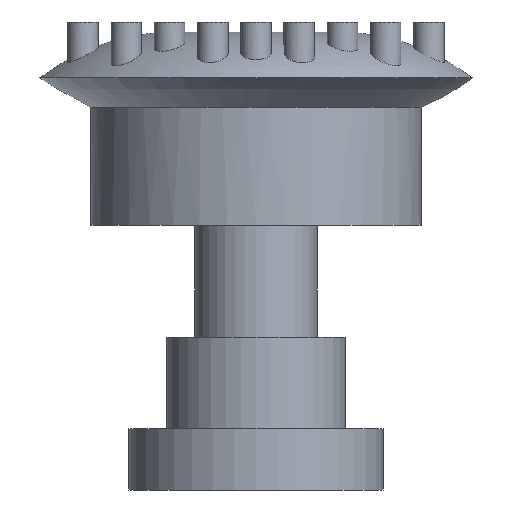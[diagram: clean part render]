
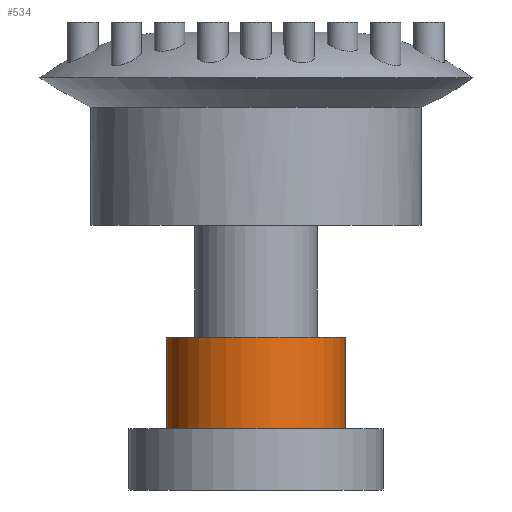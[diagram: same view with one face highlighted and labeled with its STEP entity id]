
A CAD part, front view. The second image highlights one B-rep face of the part: STEP entity #534.
In plain terms, the highlighted cylindrical face has radius 1.75 mm (diameter 3.5 mm), a full revolution.
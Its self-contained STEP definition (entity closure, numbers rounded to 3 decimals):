
#487 = PLANE('',#488);
#488 = AXIS2_PLACEMENT_3D('',#489,#490,#491);
#489 = CARTESIAN_POINT('',(0.,0.,3.));
#490 = DIRECTION('',(0.,0.,1.));
#491 = DIRECTION('',(1.,0.,0.));
#503 = EDGE_CURVE('',#504,#504,#506,.T.);
#504 = VERTEX_POINT('',#505);
#505 = CARTESIAN_POINT('',(1.75,0.,3.));
#506 = SURFACE_CURVE('',#507,(#512,#519),.PCURVE_S1.);
#507 = CIRCLE('',#508,1.75);
#508 = AXIS2_PLACEMENT_3D('',#509,#510,#511);
#509 = CARTESIAN_POINT('',(0.,0.,3.));
#510 = DIRECTION('',(0.,0.,1.));
#511 = DIRECTION('',(1.,0.,0.));
#512 = PCURVE('',#487,#513);
#513 = DEFINITIONAL_REPRESENTATION('',(#514),#518);
#514 = CIRCLE('',#515,1.75);
#515 = AXIS2_PLACEMENT_2D('',#516,#517);
#516 = CARTESIAN_POINT('',(0.,0.));
#517 = DIRECTION('',(1.,0.));
#518 = ( GEOMETRIC_REPRESENTATION_CONTEXT(2) 
PARAMETRIC_REPRESENTATION_CONTEXT() REPRESENTATION_CONTEXT('2D SPACE',''
  ) );
#519 = PCURVE('',#520,#525);
#520 = CYLINDRICAL_SURFACE('',#521,1.75);
#521 = AXIS2_PLACEMENT_3D('',#522,#523,#524);
#522 = CARTESIAN_POINT('',(0.,0.,1.2));
#523 = DIRECTION('',(0.,0.,1.));
#524 = DIRECTION('',(1.,0.,0.));
#525 = DEFINITIONAL_REPRESENTATION('',(#526),#530);
#526 = LINE('',#527,#528);
#527 = CARTESIAN_POINT('',(0.,1.8));
#528 = VECTOR('',#529,1.);
#529 = DIRECTION('',(1.,0.));
#530 = ( GEOMETRIC_REPRESENTATION_CONTEXT(2) 
PARAMETRIC_REPRESENTATION_CONTEXT() REPRESENTATION_CONTEXT('2D SPACE',''
  ) );
#534 = ADVANCED_FACE('',(#535),#520,.T.);
#535 = FACE_BOUND('',#536,.T.);
#536 = EDGE_LOOP('',(#537,#538,#561,#588));
#537 = ORIENTED_EDGE('',*,*,#503,.F.);
#538 = ORIENTED_EDGE('',*,*,#539,.F.);
#539 = EDGE_CURVE('',#540,#504,#542,.T.);
#540 = VERTEX_POINT('',#541);
#541 = CARTESIAN_POINT('',(1.75,0.,1.2));
#542 = SEAM_CURVE('',#543,(#547,#554),.PCURVE_S1.);
#543 = LINE('',#544,#545);
#544 = CARTESIAN_POINT('',(1.75,0.,1.2));
#545 = VECTOR('',#546,1.);
#546 = DIRECTION('',(0.,0.,1.));
#547 = PCURVE('',#520,#548);
#548 = DEFINITIONAL_REPRESENTATION('',(#549),#553);
#549 = LINE('',#550,#551);
#550 = CARTESIAN_POINT('',(6.283,-0.));
#551 = VECTOR('',#552,1.);
#552 = DIRECTION('',(0.,1.));
#553 = ( GEOMETRIC_REPRESENTATION_CONTEXT(2) 
PARAMETRIC_REPRESENTATION_CONTEXT() REPRESENTATION_CONTEXT('2D SPACE',''
  ) );
#554 = PCURVE('',#520,#555);
#555 = DEFINITIONAL_REPRESENTATION('',(#556),#560);
#556 = LINE('',#557,#558);
#557 = CARTESIAN_POINT('',(0.,-0.));
#558 = VECTOR('',#559,1.);
#559 = DIRECTION('',(0.,1.));
#560 = ( GEOMETRIC_REPRESENTATION_CONTEXT(2) 
PARAMETRIC_REPRESENTATION_CONTEXT() REPRESENTATION_CONTEXT('2D SPACE',''
  ) );
#561 = ORIENTED_EDGE('',*,*,#562,.T.);
#562 = EDGE_CURVE('',#540,#540,#563,.T.);
#563 = SURFACE_CURVE('',#564,(#569,#576),.PCURVE_S1.);
#564 = CIRCLE('',#565,1.75);
#565 = AXIS2_PLACEMENT_3D('',#566,#567,#568);
#566 = CARTESIAN_POINT('',(0.,0.,1.2));
#567 = DIRECTION('',(0.,0.,1.));
#568 = DIRECTION('',(1.,0.,0.));
#569 = PCURVE('',#520,#570);
#570 = DEFINITIONAL_REPRESENTATION('',(#571),#575);
#571 = LINE('',#572,#573);
#572 = CARTESIAN_POINT('',(0.,0.));
#573 = VECTOR('',#574,1.);
#574 = DIRECTION('',(1.,0.));
#575 = ( GEOMETRIC_REPRESENTATION_CONTEXT(2) 
PARAMETRIC_REPRESENTATION_CONTEXT() REPRESENTATION_CONTEXT('2D SPACE',''
  ) );
#576 = PCURVE('',#577,#582);
#577 = PLANE('',#578);
#578 = AXIS2_PLACEMENT_3D('',#579,#580,#581);
#579 = CARTESIAN_POINT('',(0.,0.,1.2));
#580 = DIRECTION('',(0.,0.,1.));
#581 = DIRECTION('',(1.,0.,0.));
#582 = DEFINITIONAL_REPRESENTATION('',(#583),#587);
#583 = CIRCLE('',#584,1.75);
#584 = AXIS2_PLACEMENT_2D('',#585,#586);
#585 = CARTESIAN_POINT('',(0.,0.));
#586 = DIRECTION('',(1.,0.));
#587 = ( GEOMETRIC_REPRESENTATION_CONTEXT(2) 
PARAMETRIC_REPRESENTATION_CONTEXT() REPRESENTATION_CONTEXT('2D SPACE',''
  ) );
#588 = ORIENTED_EDGE('',*,*,#539,.T.);
